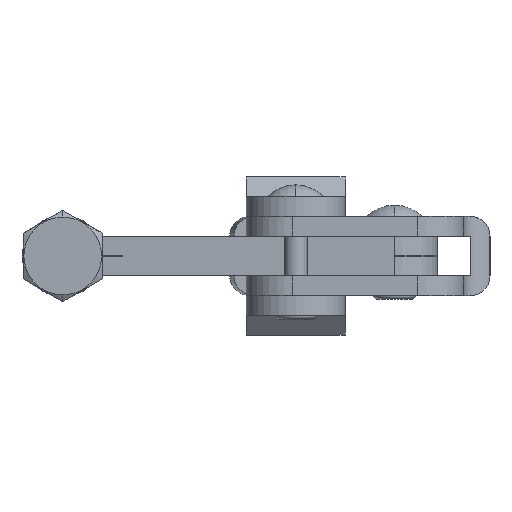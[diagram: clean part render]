
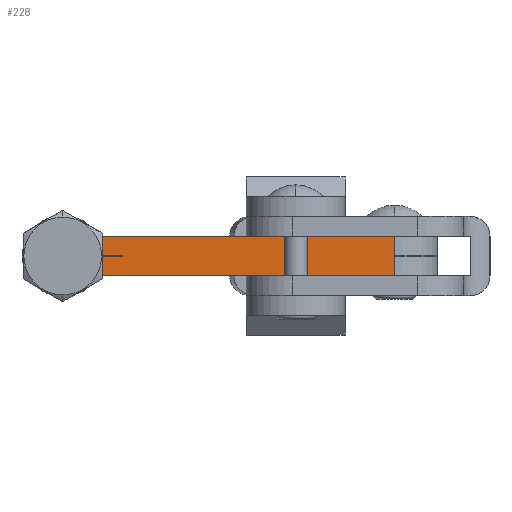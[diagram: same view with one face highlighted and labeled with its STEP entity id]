
A CAD part, front view. The second image highlights one B-rep face of the part: STEP entity #228.
In plain terms, the highlighted planar face has unit normal (0, -1, 0).
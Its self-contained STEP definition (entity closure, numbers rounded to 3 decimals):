
#68 = ORIENTED_EDGE ( 'NONE', *, *, #5860, .T. ) ;
#228 = ADVANCED_FACE ( 'NONE', ( #7388 ), #4438, .T. ) ;
#250 = CARTESIAN_POINT ( 'NONE',  ( -59.383, 21.5, -3.169 ) ) ;
#287 = CARTESIAN_POINT ( 'NONE',  ( -14.5, 21.5, -16.5 ) ) ;
#381 = DIRECTION ( 'NONE',  ( 1., 0., 0. ) ) ;
#407 = ORIENTED_EDGE ( 'NONE', *, *, #7619, .T. ) ;
#416 = CARTESIAN_POINT ( 'NONE',  ( -59.48, 21.5, -3.002 ) ) ;
#439 = DIRECTION ( 'NONE',  ( 0., 1., 0. ) ) ;
#538 = ORIENTED_EDGE ( 'NONE', *, *, #4241, .F. ) ;
#568 = CARTESIAN_POINT ( 'NONE',  ( -64.85, 21.5, 0. ) ) ;
#673 = CIRCLE ( 'NONE', #7449, 6.15 ) ;
#679 = CARTESIAN_POINT ( 'NONE',  ( -64.85, 21.5, 0. ) ) ;
#696 = DIRECTION ( 'NONE',  ( 0., 1., 0. ) ) ;
#850 = EDGE_CURVE ( 'NONE', #5093, #3488, #1553, .T. ) ;
#856 = DIRECTION ( 'NONE',  ( 1., 0., 0. ) ) ;
#887 = DIRECTION ( 'NONE',  ( 1., 0., 0. ) ) ;
#1098 = LINE ( 'NONE', #6403, #5975 ) ;
#1172 = DIRECTION ( 'NONE',  ( 0., -1., 0. ) ) ;
#1217 = DIRECTION ( 'NONE',  ( 1., 0., 0. ) ) ;
#1227 = AXIS2_PLACEMENT_3D ( 'NONE', #416, #696, #856 ) ;
#1476 = ORIENTED_EDGE ( 'NONE', *, *, #5723, .F. ) ;
#1534 = VERTEX_POINT ( 'NONE', #2910 ) ;
#1553 = CIRCLE ( 'NONE', #1227, 0.002 ) ;
#1631 = CARTESIAN_POINT ( 'NONE',  ( -59.48, 21.5, -3. ) ) ;
#1654 = EDGE_CURVE ( 'NONE', #6452, #5463, #5630, .T. ) ;
#1659 = CARTESIAN_POINT ( 'NONE',  ( -59.482, 21.5, -3.001 ) ) ;
#1710 = ORIENTED_EDGE ( 'NONE', *, *, #1654, .F. ) ;
#1754 = CIRCLE ( 'NONE', #7660, 3.169 ) ;
#1859 = AXIS2_PLACEMENT_3D ( 'NONE', #4240, #439, #4893 ) ;
#1898 = DIRECTION ( 'NONE',  ( 1., 0., 0. ) ) ;
#1940 = DIRECTION ( 'NONE',  ( 0., -1., 0. ) ) ;
#1946 = CARTESIAN_POINT ( 'NONE',  ( -64.85, 21.5, 0. ) ) ;
#2150 = CARTESIAN_POINT ( 'NONE',  ( -71., 21.5, 0. ) ) ;
#2219 = VECTOR ( 'NONE', #6286, 1000. ) ;
#2237 = CARTESIAN_POINT ( 'NONE',  ( -59.482, 21.5, 3.001 ) ) ;
#2281 = AXIS2_PLACEMENT_3D ( 'NONE', #4218, #4190, #4087 ) ;
#2307 = CARTESIAN_POINT ( 'NONE',  ( -59.48, 21.5, 3.002 ) ) ;
#2439 = VECTOR ( 'NONE', #5540, 1000. ) ;
#2440 = EDGE_CURVE ( 'NONE', #2931, #2684, #5615, .T. ) ;
#2483 = VERTEX_POINT ( 'NONE', #3455 ) ;
#2517 = DIRECTION ( 'NONE',  ( 1., 0., 0. ) ) ;
#2527 = CARTESIAN_POINT ( 'NONE',  ( -14.5, 21.5, -3. ) ) ;
#2596 = CARTESIAN_POINT ( 'NONE',  ( -59.401, 21.5, 0. ) ) ;
#2684 = VERTEX_POINT ( 'NONE', #2854 ) ;
#2761 = CARTESIAN_POINT ( 'NONE',  ( -8., 21.5, -3. ) ) ;
#2854 = CARTESIAN_POINT ( 'NONE',  ( -59.401, 21.5, 0. ) ) ;
#2896 = EDGE_CURVE ( 'NONE', #5651, #1534, #7029, .T. ) ;
#2910 = CARTESIAN_POINT ( 'NONE',  ( -62.125, 21.5, -1.58 ) ) ;
#2931 = VERTEX_POINT ( 'NONE', #6730 ) ;
#2944 = ORIENTED_EDGE ( 'NONE', *, *, #4176, .T. ) ;
#2988 = DIRECTION ( 'NONE',  ( 0., 1., 0. ) ) ;
#3176 = EDGE_LOOP ( 'NONE', ( #3564, #407, #2944, #7510, #3707, #68, #7806, #6725, #5000, #1710, #4145, #4800, #538, #1476 ) ) ;
#3241 = CARTESIAN_POINT ( 'NONE',  ( -14.5, 21.5, 0. ) ) ;
#3325 = LINE ( 'NONE', #287, #6546 ) ;
#3455 = CARTESIAN_POINT ( 'NONE',  ( -14.5, 21.5, 3. ) ) ;
#3462 = VECTOR ( 'NONE', #381, 1000. ) ;
#3488 = VERTEX_POINT ( 'NONE', #1631 ) ;
#3564 = ORIENTED_EDGE ( 'NONE', *, *, #2440, .F. ) ;
#3576 = VERTEX_POINT ( 'NONE', #4399 ) ;
#3588 = AXIS2_PLACEMENT_3D ( 'NONE', #679, #1172, #2517 ) ;
#3670 = LINE ( 'NONE', #2761, #3462 ) ;
#3707 = ORIENTED_EDGE ( 'NONE', *, *, #3737, .T. ) ;
#3737 = EDGE_CURVE ( 'NONE', #7669, #6094, #3786, .T. ) ;
#3786 = CIRCLE ( 'NONE', #7059, 6.15 ) ;
#3816 = VERTEX_POINT ( 'NONE', #6393 ) ;
#3825 = AXIS2_PLACEMENT_3D ( 'NONE', #4692, #4381, #4349 ) ;
#3974 = CIRCLE ( 'NONE', #1859, 3.169 ) ;
#4087 = DIRECTION ( 'NONE',  ( 1., 0., 0. ) ) ;
#4145 = ORIENTED_EDGE ( 'NONE', *, *, #6650, .F. ) ;
#4176 = EDGE_CURVE ( 'NONE', #2483, #3816, #1098, .T. ) ;
#4190 = DIRECTION ( 'NONE',  ( 0., -1., 0. ) ) ;
#4218 = CARTESIAN_POINT ( 'NONE',  ( -64.85, 21.5, 0. ) ) ;
#4240 = CARTESIAN_POINT ( 'NONE',  ( -59.383, 21.5, 3.169 ) ) ;
#4241 = EDGE_CURVE ( 'NONE', #3576, #5651, #6688, .T. ) ;
#4349 = DIRECTION ( 'NONE',  ( 1., 0., 0. ) ) ;
#4381 = DIRECTION ( 'NONE',  ( 0., -1., 0. ) ) ;
#4399 = CARTESIAN_POINT ( 'NONE',  ( -62.125, 21.5, 1.58 ) ) ;
#4412 = EDGE_CURVE ( 'NONE', #3816, #7669, #4669, .T. ) ;
#4438 = PLANE ( 'NONE',  #3825 ) ;
#4518 = EDGE_CURVE ( 'NONE', #3488, #6970, #3670, .T. ) ;
#4669 = CIRCLE ( 'NONE', #5114, 0.002 ) ;
#4692 = CARTESIAN_POINT ( 'NONE',  ( -59.48, 21.5, -3.002 ) ) ;
#4705 = DIRECTION ( 'NONE',  ( 0., 1., 0. ) ) ;
#4745 = DIRECTION ( 'NONE',  ( 0., 0., 1. ) ) ;
#4800 = ORIENTED_EDGE ( 'NONE', *, *, #2896, .F. ) ;
#4815 = DIRECTION ( 'NONE',  ( 1., 0., 0. ) ) ;
#4869 = CARTESIAN_POINT ( 'NONE',  ( -64.03, 21.5, 0. ) ) ;
#4893 = DIRECTION ( 'NONE',  ( 1., 0., 0. ) ) ;
#5000 = ORIENTED_EDGE ( 'NONE', *, *, #5823, .T. ) ;
#5028 = DIRECTION ( 'NONE',  ( 0., -1., 0. ) ) ;
#5093 = VERTEX_POINT ( 'NONE', #1659 ) ;
#5114 = AXIS2_PLACEMENT_3D ( 'NONE', #2307, #2988, #4815 ) ;
#5448 = CARTESIAN_POINT ( 'NONE',  ( -68., 21.5, 0. ) ) ;
#5463 = VERTEX_POINT ( 'NONE', #3241 ) ;
#5540 = DIRECTION ( 'NONE',  ( 1., 0., 0. ) ) ;
#5563 = VECTOR ( 'NONE', #6929, 1000. ) ;
#5615 = LINE ( 'NONE', #6448, #2219 ) ;
#5630 = LINE ( 'NONE', #4869, #2439 ) ;
#5651 = VERTEX_POINT ( 'NONE', #5448 ) ;
#5723 = EDGE_CURVE ( 'NONE', #2684, #3576, #3974, .T. ) ;
#5823 = EDGE_CURVE ( 'NONE', #6970, #5463, #7282, .T. ) ;
#5860 = EDGE_CURVE ( 'NONE', #6094, #5093, #673, .T. ) ;
#5975 = VECTOR ( 'NONE', #6371, 1000. ) ;
#6094 = VERTEX_POINT ( 'NONE', #2150 ) ;
#6261 = CARTESIAN_POINT ( 'NONE',  ( -14.5, 21.5, -16.5 ) ) ;
#6286 = DIRECTION ( 'NONE',  ( -1., 0., 0. ) ) ;
#6371 = DIRECTION ( 'NONE',  ( -1., 0., 0. ) ) ;
#6393 = CARTESIAN_POINT ( 'NONE',  ( -59.48, 21.5, 3. ) ) ;
#6403 = CARTESIAN_POINT ( 'NONE',  ( -59.48, 21.5, 3. ) ) ;
#6448 = CARTESIAN_POINT ( 'NONE',  ( -64.03, 21.5, 0. ) ) ;
#6452 = VERTEX_POINT ( 'NONE', #2596 ) ;
#6546 = VECTOR ( 'NONE', #4745, 1000. ) ;
#6650 = EDGE_CURVE ( 'NONE', #1534, #6452, #1754, .T. ) ;
#6688 = CIRCLE ( 'NONE', #2281, 3.15 ) ;
#6725 = ORIENTED_EDGE ( 'NONE', *, *, #4518, .T. ) ;
#6730 = CARTESIAN_POINT ( 'NONE',  ( -14.5, 21.5, 0. ) ) ;
#6929 = DIRECTION ( 'NONE',  ( 0., 0., 1. ) ) ;
#6970 = VERTEX_POINT ( 'NONE', #2527 ) ;
#7029 = CIRCLE ( 'NONE', #3588, 3.15 ) ;
#7059 = AXIS2_PLACEMENT_3D ( 'NONE', #1946, #1940, #1898 ) ;
#7282 = LINE ( 'NONE', #6261, #5563 ) ;
#7388 = FACE_OUTER_BOUND ( 'NONE', #3176, .T. ) ;
#7449 = AXIS2_PLACEMENT_3D ( 'NONE', #568, #5028, #1217 ) ;
#7510 = ORIENTED_EDGE ( 'NONE', *, *, #4412, .T. ) ;
#7619 = EDGE_CURVE ( 'NONE', #2931, #2483, #3325, .T. ) ;
#7660 = AXIS2_PLACEMENT_3D ( 'NONE', #250, #4705, #887 ) ;
#7669 = VERTEX_POINT ( 'NONE', #2237 ) ;
#7806 = ORIENTED_EDGE ( 'NONE', *, *, #850, .T. ) ;
